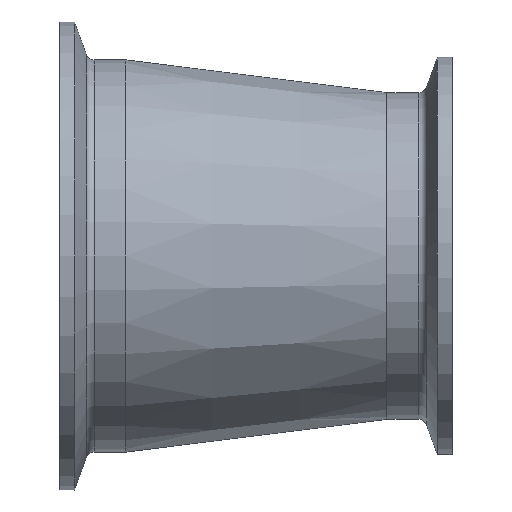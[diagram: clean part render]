
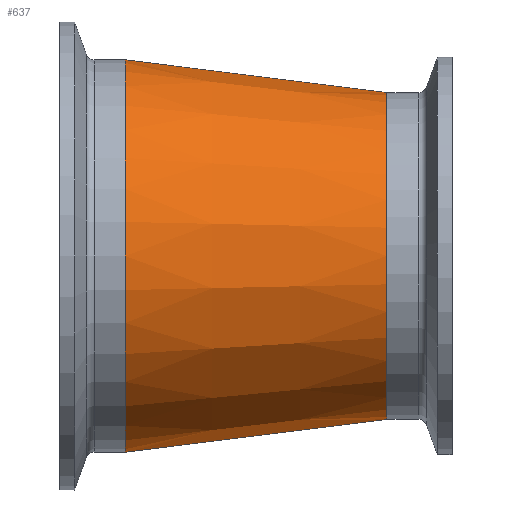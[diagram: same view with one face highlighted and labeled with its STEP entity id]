
A CAD part, left-side view. The second image highlights one B-rep face of the part: STEP entity #637.
In plain terms, the highlighted conical face has half-angle 7.125 degrees and reference radius 31.75 mm.
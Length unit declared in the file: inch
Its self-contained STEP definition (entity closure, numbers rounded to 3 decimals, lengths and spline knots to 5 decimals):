
#13 = ORIENTED_EDGE ( 'NONE', *, *, #562, .F. ) ;
#26 = VECTOR ( 'NONE', #1650, 39.37008 ) ;
#86 = ORIENTED_EDGE ( 'NONE', *, *, #1006, .T. ) ;
#132 = VERTEX_POINT ( 'NONE', #660 ) ;
#144 = CARTESIAN_POINT ( 'NONE',  ( 0., 2., 1.5 ) ) ;
#163 = CARTESIAN_POINT ( 'NONE',  ( 0., 0., 0. ) ) ;
#190 = EDGE_CURVE ( 'NONE', #858, #132, #524, .T. ) ;
#299 = CARTESIAN_POINT ( 'NONE',  ( 0., 0., 1.25 ) ) ;
#308 = DIRECTION ( 'NONE',  ( 0., 0., 1. ) ) ;
#354 = LINE ( 'NONE', #1516, #26 ) ;
#437 = DIRECTION ( 'NONE',  ( 0., 1., 0. ) ) ;
#520 = AXIS2_PLACEMENT_3D ( 'NONE', #1096, #568, #308 ) ;
#524 = CIRCLE ( 'NONE', #520, 1.25 ) ;
#562 = EDGE_CURVE ( 'NONE', #764, #974, #1625, .T. ) ;
#568 = DIRECTION ( 'NONE',  ( 0., 1., 0. ) ) ;
#612 = CARTESIAN_POINT ( 'NONE',  ( 0., 2., -1.5 ) ) ;
#619 = FACE_OUTER_BOUND ( 'NONE', #1494, .T. ) ;
#637 = ADVANCED_FACE ( 'NONE', ( #619 ), #1046, .T. ) ;
#660 = CARTESIAN_POINT ( 'NONE',  ( 0., 0., 1.25 ) ) ;
#687 = AXIS2_PLACEMENT_3D ( 'NONE', #163, #1612, #1229 ) ;
#717 = AXIS2_PLACEMENT_3D ( 'NONE', #923, #437, #1343 ) ;
#764 = VERTEX_POINT ( 'NONE', #612 ) ;
#858 = VERTEX_POINT ( 'NONE', #1172 ) ;
#923 = CARTESIAN_POINT ( 'NONE',  ( 0., 2., 0. ) ) ;
#974 = VERTEX_POINT ( 'NONE', #144 ) ;
#1006 = EDGE_CURVE ( 'NONE', #132, #974, #1614, .T. ) ;
#1046 = CONICAL_SURFACE ( 'NONE', #687, 1.25, 0.124 ) ;
#1083 = ORIENTED_EDGE ( 'NONE', *, *, #1252, .F. ) ;
#1096 = CARTESIAN_POINT ( 'NONE',  ( 0., 0., 0. ) ) ;
#1172 = CARTESIAN_POINT ( 'NONE',  ( 0., 0., -1.25 ) ) ;
#1216 = DIRECTION ( 'NONE',  ( 0., 0.992, 0.124 ) ) ;
#1229 = DIRECTION ( 'NONE',  ( 0., 0., 1. ) ) ;
#1252 = EDGE_CURVE ( 'NONE', #858, #764, #354, .T. ) ;
#1261 = VECTOR ( 'NONE', #1216, 39.37008 ) ;
#1343 = DIRECTION ( 'NONE',  ( 0., 0., 1. ) ) ;
#1428 = ORIENTED_EDGE ( 'NONE', *, *, #190, .T. ) ;
#1494 = EDGE_LOOP ( 'NONE', ( #1083, #1428, #86, #13 ) ) ;
#1516 = CARTESIAN_POINT ( 'NONE',  ( 0., 0., -1.25 ) ) ;
#1612 = DIRECTION ( 'NONE',  ( 0., 1., 0. ) ) ;
#1614 = LINE ( 'NONE', #299, #1261 ) ;
#1625 = CIRCLE ( 'NONE', #717, 1.5 ) ;
#1650 = DIRECTION ( 'NONE',  ( 0., 0.992, -0.124 ) ) ;
